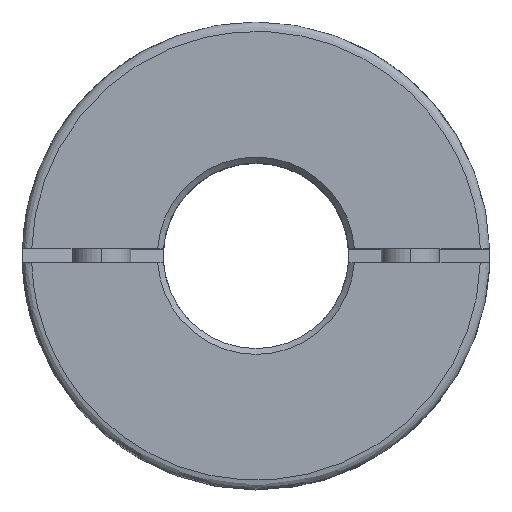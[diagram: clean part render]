
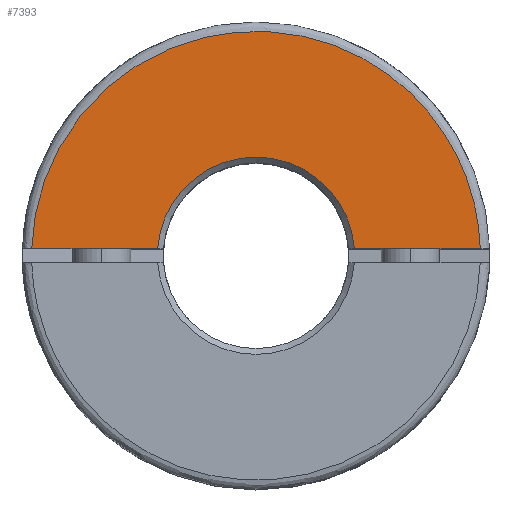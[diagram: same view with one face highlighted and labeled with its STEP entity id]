
A CAD part, top view. The second image highlights one B-rep face of the part: STEP entity #7393.
In plain terms, the highlighted planar face has unit normal (0, 0, 1).
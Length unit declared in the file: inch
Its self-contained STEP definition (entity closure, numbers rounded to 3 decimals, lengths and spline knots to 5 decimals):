
#289 = CARTESIAN_POINT ( 'NONE',  ( 0., 0., 0.76772 ) ) ;
#364 = ORIENTED_EDGE ( 'NONE', *, *, #2498, .T. ) ;
#429 = DIRECTION ( 'NONE',  ( 1., 0., 0. ) ) ;
#509 = CIRCLE ( 'NONE', #4155, 0.33219 ) ;
#738 = CARTESIAN_POINT ( 'NONE',  ( 0.75554, 0.02362, 0.76772 ) ) ;
#876 = ORIENTED_EDGE ( 'NONE', *, *, #1765, .F. ) ;
#1511 = AXIS2_PLACEMENT_3D ( 'NONE', #289, #7220, #429 ) ;
#1765 = EDGE_CURVE ( 'NONE', #5329, #2357, #6968, .T. ) ;
#2160 = CARTESIAN_POINT ( 'NONE',  ( 0.75554, 0.02362, 0.76772 ) ) ;
#2275 = CARTESIAN_POINT ( 'NONE',  ( 0.16535, 0.02362, 0.76772 ) ) ;
#2357 = VERTEX_POINT ( 'NONE', #2160 ) ;
#2498 = EDGE_CURVE ( 'NONE', #6151, #2357, #5683, .T. ) ;
#2624 = FACE_OUTER_BOUND ( 'NONE', #5024, .T. ) ;
#2648 = DIRECTION ( 'NONE',  ( 1., 0., 0. ) ) ;
#2713 = CARTESIAN_POINT ( 'NONE',  ( -0.33134, 0.02362, 0.76772 ) ) ;
#3077 = EDGE_CURVE ( 'NONE', #5646, #6151, #509, .T. ) ;
#3198 = CARTESIAN_POINT ( 'NONE',  ( -0.75554, 0.02362, 0.76772 ) ) ;
#3578 = DIRECTION ( 'NONE',  ( 0., 0., -1. ) ) ;
#3700 = VECTOR ( 'NONE', #2648, 39.37008 ) ;
#3835 = LINE ( 'NONE', #4301, #3700 ) ;
#4006 = CARTESIAN_POINT ( 'NONE',  ( 0., 0., 0.76772 ) ) ;
#4155 = AXIS2_PLACEMENT_3D ( 'NONE', #4006, #3578, #7026 ) ;
#4301 = CARTESIAN_POINT ( 'NONE',  ( 0.16535, 0.02362, 0.76772 ) ) ;
#4385 = CARTESIAN_POINT ( 'NONE',  ( -0.75554, 0.02362, 0.76772 ) ) ;
#4939 = VECTOR ( 'NONE', #5757, 39.37008 ) ;
#4952 = PLANE ( 'NONE',  #1511 ) ;
#5024 = EDGE_LOOP ( 'NONE', ( #6026, #7096, #364, #876 ) ) ;
#5329 = VERTEX_POINT ( 'NONE', #4385 ) ;
#5509 = CARTESIAN_POINT ( 'NONE',  ( -0.71109, 1.44511, 0.76772 ) ) ;
#5646 = VERTEX_POINT ( 'NONE', #2713 ) ;
#5683 = LINE ( 'NONE', #2275, #4939 ) ;
#5757 = DIRECTION ( 'NONE',  ( 1., 0., 0. ) ) ;
#5996 = CARTESIAN_POINT ( 'NONE',  ( 0.71109, 1.44511, 0.76772 ) ) ;
#6026 = ORIENTED_EDGE ( 'NONE', *, *, #6482, .T. ) ;
#6151 = VERTEX_POINT ( 'NONE', #7319 ) ;
#6482 = EDGE_CURVE ( 'NONE', #5329, #5646, #3835, .T. ) ;
#6968 =( BOUNDED_CURVE ( )  B_SPLINE_CURVE ( 3, ( #3198, #5509, #5996, #738 ),
 .UNSPECIFIED., .F., .F. ) 
 B_SPLINE_CURVE_WITH_KNOTS ( ( 4, 4 ),
 ( 0., 1. ),
 .UNSPECIFIED. ) 
 CURVE ( )  GEOMETRIC_REPRESENTATION_ITEM ( )  RATIONAL_B_SPLINE_CURVE ( ( 1., 0.354, 0.354, 1. ) ) 
 REPRESENTATION_ITEM ( '' )  );
#7026 = DIRECTION ( 'NONE',  ( 1., 0., 0. ) ) ;
#7096 = ORIENTED_EDGE ( 'NONE', *, *, #3077, .T. ) ;
#7220 = DIRECTION ( 'NONE',  ( 0., 0., 1. ) ) ;
#7319 = CARTESIAN_POINT ( 'NONE',  ( 0.33134, 0.02362, 0.76772 ) ) ;
#7393 = ADVANCED_FACE ( 'NONE', ( #2624 ), #4952, .T. ) ;
